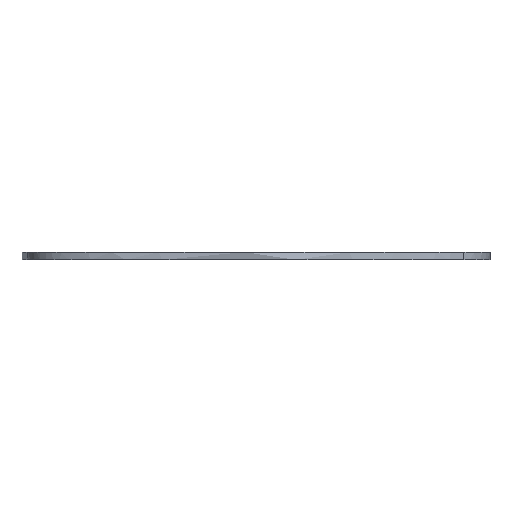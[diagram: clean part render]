
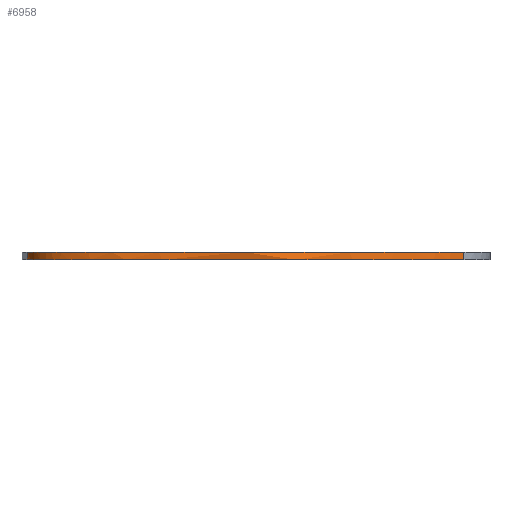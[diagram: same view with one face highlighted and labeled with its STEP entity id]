
A CAD part, left-side view. The second image highlights one B-rep face of the part: STEP entity #6958.
In plain terms, the highlighted free-form (B-spline) face has degree [3, 1] with [20, 2] control points.
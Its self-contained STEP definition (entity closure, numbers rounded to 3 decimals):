
#101=B_SPLINE_CURVE_WITH_KNOTS('',3,(#10348,#10349,#10350,#10351,#10352,
#10353,#10354,#10355,#10356,#10357,#10358,#10359,#10360,#10361,#10362,#10363,
#10364,#10365,#10366,#10367),.UNSPECIFIED.,.F.,.F.,(4,2,2,2,2,2,2,2,2,4),
(0.,0.851,2.178,4.862,6.205,
9.353,11.361,12.13,12.633,13.164),
 .UNSPECIFIED.);
#102=B_SPLINE_CURVE_WITH_KNOTS('',3,(#10369,#10370,#10371,#10372,#10373,
#10374,#10375,#10376,#10377,#10378,#10379,#10380,#10381,#10382,#10383,#10384,
#10385,#10386,#10387,#10388),.UNSPECIFIED.,.F.,.F.,(4,2,2,2,2,2,2,2,2,4),
(-13.164,-12.633,-12.13,-11.361,
-9.353,-6.205,-4.862,-2.178,
-0.851,0.),.UNSPECIFIED.);
#116=B_SPLINE_SURFACE_WITH_KNOTS('',3,1,((#10307,#10308),(#10309,#10310),
(#10311,#10312),(#10313,#10314),(#10315,#10316),(#10317,#10318),(#10319,
#10320),(#10321,#10322),(#10323,#10324),(#10325,#10326),(#10327,#10328),
(#10329,#10330),(#10331,#10332),(#10333,#10334),(#10335,#10336),(#10337,
#10338),(#10339,#10340),(#10341,#10342),(#10343,#10344),(#10345,#10346)),
 .UNSPECIFIED.,.F.,.F.,.F.,(4,2,2,2,2,2,2,2,2,4),(2,2),(-13.164,
-12.633,-12.13,-11.361,-9.353,
-6.205,-4.862,-2.178,-0.851,
0.),(0.,0.165),.UNSPECIFIED.);
#623=FACE_OUTER_BOUND('',#976,.T.);
#976=EDGE_LOOP('',(#4831,#4832,#4833,#4834));
#1505=LINE('',#10306,#2248);
#1506=LINE('',#10389,#2249);
#2248=VECTOR('',#8222,10.);
#2249=VECTOR('',#8223,10.);
#2958=VERTEX_POINT('',#10292);
#2959=VERTEX_POINT('',#10299);
#2960=VERTEX_POINT('',#10347);
#2961=VERTEX_POINT('',#10368);
#3719=EDGE_CURVE('',#2959,#2958,#1505,.T.);
#3720=EDGE_CURVE('',#2958,#2960,#101,.T.);
#3721=EDGE_CURVE('',#2961,#2959,#102,.T.);
#3722=EDGE_CURVE('',#2961,#2960,#1506,.T.);
#4831=ORIENTED_EDGE('',*,*,#3720,.F.);
#4832=ORIENTED_EDGE('',*,*,#3719,.F.);
#4833=ORIENTED_EDGE('',*,*,#3721,.F.);
#4834=ORIENTED_EDGE('',*,*,#3722,.T.);
#6958=ADVANCED_FACE('',(#623),#116,.F.);
#8222=DIRECTION('',(0.,0.,-1.));
#8223=DIRECTION('',(0.,0.,-1.));
#10292=CARTESIAN_POINT('',(-110.506,-35.382,0.));
#10299=CARTESIAN_POINT('',(-110.506,-35.382,1.5));
#10306=CARTESIAN_POINT('',(-110.506,-35.382,1.5));
#10307=CARTESIAN_POINT('Ctrl Pts',(-110.145,49.247,1.5));
#10308=CARTESIAN_POINT('Ctrl Pts',(-110.145,49.247,-0.15));
#10309=CARTESIAN_POINT('Ctrl Pts',(-111.346,49.226,1.5));
#10310=CARTESIAN_POINT('Ctrl Pts',(-111.346,49.226,-0.15));
#10311=CARTESIAN_POINT('Ctrl Pts',(-112.519,49.036,1.5));
#10312=CARTESIAN_POINT('Ctrl Pts',(-112.519,49.036,-0.15));
#10313=CARTESIAN_POINT('Ctrl Pts',(-114.713,48.232,1.5));
#10314=CARTESIAN_POINT('Ctrl Pts',(-114.713,48.232,-0.15));
#10315=CARTESIAN_POINT('Ctrl Pts',(-115.677,47.663,1.5));
#10316=CARTESIAN_POINT('Ctrl Pts',(-115.677,47.663,-0.15));
#10317=CARTESIAN_POINT('Ctrl Pts',(-117.882,45.816,1.5));
#10318=CARTESIAN_POINT('Ctrl Pts',(-117.882,45.816,-0.15));
#10319=CARTESIAN_POINT('Ctrl Pts',(-118.923,44.382,1.5));
#10320=CARTESIAN_POINT('Ctrl Pts',(-118.923,44.382,-0.15));
#10321=CARTESIAN_POINT('Ctrl Pts',(-121.894,38.859,1.5));
#10322=CARTESIAN_POINT('Ctrl Pts',(-121.894,38.859,-0.15));
#10323=CARTESIAN_POINT('Ctrl Pts',(-122.8,33.774,1.5));
#10324=CARTESIAN_POINT('Ctrl Pts',(-122.8,33.774,-0.15));
#10325=CARTESIAN_POINT('Ctrl Pts',(-123.916,24.367,1.5));
#10326=CARTESIAN_POINT('Ctrl Pts',(-123.916,24.367,-0.15));
#10327=CARTESIAN_POINT('Ctrl Pts',(-123.714,20.66,1.5));
#10328=CARTESIAN_POINT('Ctrl Pts',(-123.714,20.66,-0.15));
#10329=CARTESIAN_POINT('Ctrl Pts',(-123.652,13.627,1.5));
#10330=CARTESIAN_POINT('Ctrl Pts',(-123.652,13.627,-0.15));
#10331=CARTESIAN_POINT('Ctrl Pts',(-123.652,10.666,1.5));
#10332=CARTESIAN_POINT('Ctrl Pts',(-123.652,10.666,-0.15));
#10333=CARTESIAN_POINT('Ctrl Pts',(-123.378,1.544,1.5));
#10334=CARTESIAN_POINT('Ctrl Pts',(-123.378,1.544,-0.15));
#10335=CARTESIAN_POINT('Ctrl Pts',(-122.793,-7.641,
1.5));
#10336=CARTESIAN_POINT('Ctrl Pts',(-122.793,-7.641,
-0.15));
#10337=CARTESIAN_POINT('Ctrl Pts',(-119.539,-20.57,
1.5));
#10338=CARTESIAN_POINT('Ctrl Pts',(-119.539,-20.57,
-0.15));
#10339=CARTESIAN_POINT('Ctrl Pts',(-118.01,-24.97,
1.5));
#10340=CARTESIAN_POINT('Ctrl Pts',(-118.01,-24.97,
-0.15));
#10341=CARTESIAN_POINT('Ctrl Pts',(-114.373,-31.246,
1.5));
#10342=CARTESIAN_POINT('Ctrl Pts',(-114.373,-31.246,
-0.15));
#10343=CARTESIAN_POINT('Ctrl Pts',(-112.64,-33.515,
1.5));
#10344=CARTESIAN_POINT('Ctrl Pts',(-112.64,-33.515,
-0.15));
#10345=CARTESIAN_POINT('Ctrl Pts',(-110.506,-35.382,
1.5));
#10346=CARTESIAN_POINT('Ctrl Pts',(-110.506,-35.382,
-0.15));
#10347=CARTESIAN_POINT('',(-110.145,49.247,0.));
#10348=CARTESIAN_POINT('Ctrl Pts',(-110.506,-35.382,
0.));
#10349=CARTESIAN_POINT('Ctrl Pts',(-112.64,-33.515,
0.));
#10350=CARTESIAN_POINT('Ctrl Pts',(-114.373,-31.246,
0.));
#10351=CARTESIAN_POINT('Ctrl Pts',(-118.01,-24.97,
0.));
#10352=CARTESIAN_POINT('Ctrl Pts',(-119.539,-20.57,
0.));
#10353=CARTESIAN_POINT('Ctrl Pts',(-122.793,-7.641,
0.));
#10354=CARTESIAN_POINT('Ctrl Pts',(-123.378,1.544,0.));
#10355=CARTESIAN_POINT('Ctrl Pts',(-123.652,10.666,0.));
#10356=CARTESIAN_POINT('Ctrl Pts',(-123.652,13.627,0.));
#10357=CARTESIAN_POINT('Ctrl Pts',(-123.714,20.66,0.));
#10358=CARTESIAN_POINT('Ctrl Pts',(-123.916,24.367,0.));
#10359=CARTESIAN_POINT('Ctrl Pts',(-122.8,33.774,0.));
#10360=CARTESIAN_POINT('Ctrl Pts',(-121.894,38.859,0.));
#10361=CARTESIAN_POINT('Ctrl Pts',(-118.923,44.382,0.));
#10362=CARTESIAN_POINT('Ctrl Pts',(-117.882,45.816,0.));
#10363=CARTESIAN_POINT('Ctrl Pts',(-115.677,47.663,0.));
#10364=CARTESIAN_POINT('Ctrl Pts',(-114.713,48.232,0.));
#10365=CARTESIAN_POINT('Ctrl Pts',(-112.519,49.036,0.));
#10366=CARTESIAN_POINT('Ctrl Pts',(-111.346,49.226,0.));
#10367=CARTESIAN_POINT('Ctrl Pts',(-110.145,49.247,0.));
#10368=CARTESIAN_POINT('',(-110.145,49.247,1.5));
#10369=CARTESIAN_POINT('Ctrl Pts',(-110.145,49.247,1.5));
#10370=CARTESIAN_POINT('Ctrl Pts',(-111.346,49.226,1.5));
#10371=CARTESIAN_POINT('Ctrl Pts',(-112.519,49.036,1.5));
#10372=CARTESIAN_POINT('Ctrl Pts',(-114.713,48.232,1.5));
#10373=CARTESIAN_POINT('Ctrl Pts',(-115.677,47.663,1.5));
#10374=CARTESIAN_POINT('Ctrl Pts',(-117.882,45.816,1.5));
#10375=CARTESIAN_POINT('Ctrl Pts',(-118.923,44.382,1.5));
#10376=CARTESIAN_POINT('Ctrl Pts',(-121.894,38.859,1.5));
#10377=CARTESIAN_POINT('Ctrl Pts',(-122.8,33.774,1.5));
#10378=CARTESIAN_POINT('Ctrl Pts',(-123.916,24.367,1.5));
#10379=CARTESIAN_POINT('Ctrl Pts',(-123.714,20.66,1.5));
#10380=CARTESIAN_POINT('Ctrl Pts',(-123.652,13.627,1.5));
#10381=CARTESIAN_POINT('Ctrl Pts',(-123.652,10.666,1.5));
#10382=CARTESIAN_POINT('Ctrl Pts',(-123.378,1.544,1.5));
#10383=CARTESIAN_POINT('Ctrl Pts',(-122.793,-7.641,
1.5));
#10384=CARTESIAN_POINT('Ctrl Pts',(-119.539,-20.57,
1.5));
#10385=CARTESIAN_POINT('Ctrl Pts',(-118.01,-24.97,
1.5));
#10386=CARTESIAN_POINT('Ctrl Pts',(-114.373,-31.246,
1.5));
#10387=CARTESIAN_POINT('Ctrl Pts',(-112.64,-33.515,
1.5));
#10388=CARTESIAN_POINT('Ctrl Pts',(-110.506,-35.382,
1.5));
#10389=CARTESIAN_POINT('',(-110.145,49.247,1.5));
